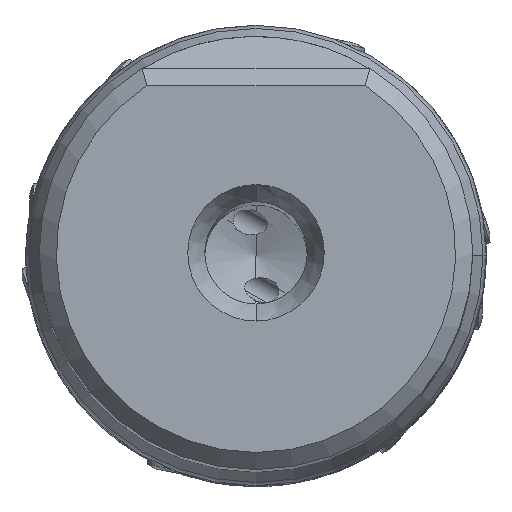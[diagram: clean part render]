
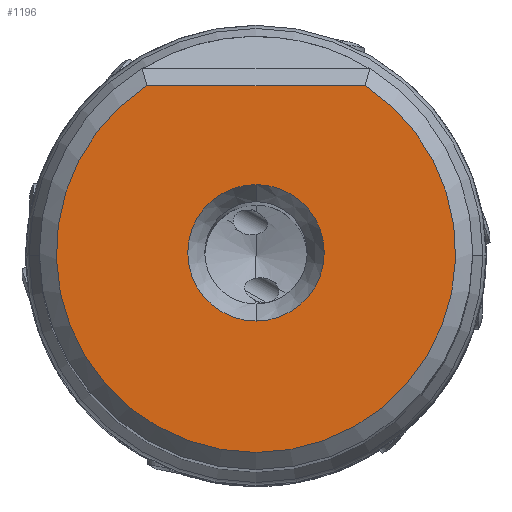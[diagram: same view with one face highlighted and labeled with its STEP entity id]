
A CAD part, top view. The second image highlights one B-rep face of the part: STEP entity #1196.
In plain terms, the highlighted planar face has unit normal (0, 0, 1).
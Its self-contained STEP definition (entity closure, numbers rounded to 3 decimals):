
#302=FACE_BOUND('',#3320,.T.);
#303=FACE_BOUND('',#3321,.T.);
#629=PLANE('',#16687);
#1196=ADVANCED_FACE('',(#302,#303),#629,.T.);
#3320=EDGE_LOOP('',(#9172,#9173,#9174));
#3321=EDGE_LOOP('',(#9175,#9176));
#4205=LINE('',#32220,#4999);
#4999=VECTOR('',#20095,1.);
#5578=CIRCLE('',#16682,4.);
#5579=CIRCLE('',#16684,11.7);
#5580=CIRCLE('',#16685,11.7);
#5581=CIRCLE('',#16686,4.);
#9172=ORIENTED_EDGE('',*,*,#13925,.F.);
#9173=ORIENTED_EDGE('',*,*,#13926,.F.);
#9174=ORIENTED_EDGE('',*,*,#13927,.T.);
#9175=ORIENTED_EDGE('',*,*,#13924,.F.);
#9176=ORIENTED_EDGE('',*,*,#13928,.F.);
#11877=VERTEX_POINT('',#32210);
#11878=VERTEX_POINT('',#32212);
#11879=VERTEX_POINT('',#32216);
#11880=VERTEX_POINT('',#32217);
#11881=VERTEX_POINT('',#32219);
#13924=EDGE_CURVE('',#11878,#11877,#5578,.T.);
#13925=EDGE_CURVE('',#11879,#11880,#5579,.T.);
#13926=EDGE_CURVE('',#11881,#11879,#5580,.T.);
#13927=EDGE_CURVE('',#11881,#11880,#4205,.T.);
#13928=EDGE_CURVE('',#11877,#11878,#5581,.T.);
#16682=AXIS2_PLACEMENT_3D('',#32213,#20087,#20088);
#16684=AXIS2_PLACEMENT_3D('',#32215,#20091,#20092);
#16685=AXIS2_PLACEMENT_3D('',#32218,#20093,#20094);
#16686=AXIS2_PLACEMENT_3D('',#32221,#20096,#20097);
#16687=AXIS2_PLACEMENT_3D('',#32222,#20098,#20099);
#20087=DIRECTION('',(0.,0.,1.));
#20088=DIRECTION('',(0.,1.,0.));
#20091=DIRECTION('',(0.,0.,-1.));
#20092=DIRECTION('',(0.,-1.,0.));
#20093=DIRECTION('',(0.,0.,-1.));
#20094=DIRECTION('',(0.546,0.838,0.));
#20095=DIRECTION('',(-1.,0.,0.));
#20096=DIRECTION('',(0.,0.,1.));
#20097=DIRECTION('',(0.,-1.,0.));
#20098=DIRECTION('',(0.,0.,1.));
#20099=DIRECTION('',(-1.,0.,0.));
#32210=CARTESIAN_POINT('',(0.,-4.,0.));
#32212=CARTESIAN_POINT('',(0.,4.,0.));
#32213=CARTESIAN_POINT('',(0.,0.,0.));
#32215=CARTESIAN_POINT('',(0.,0.,0.));
#32216=CARTESIAN_POINT('',(0.,-11.7,0.));
#32217=CARTESIAN_POINT('',(-6.391,9.8,0.));
#32218=CARTESIAN_POINT('',(0.,0.,0.));
#32219=CARTESIAN_POINT('',(6.391,9.8,0.));
#32220=CARTESIAN_POINT('',(6.391,9.8,0.));
#32221=CARTESIAN_POINT('',(0.,0.,0.));
#32222=CARTESIAN_POINT('',(0.,-0.95,0.));
